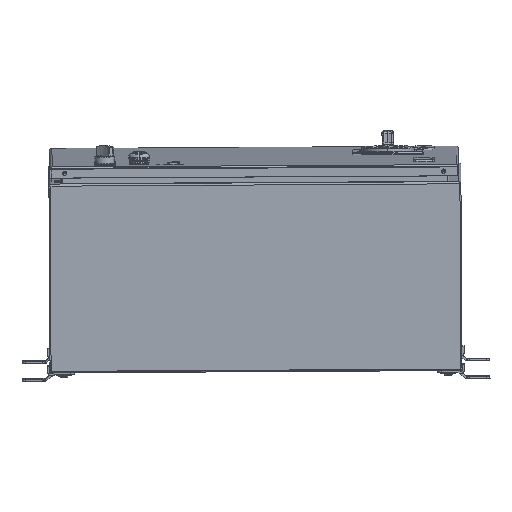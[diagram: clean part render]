
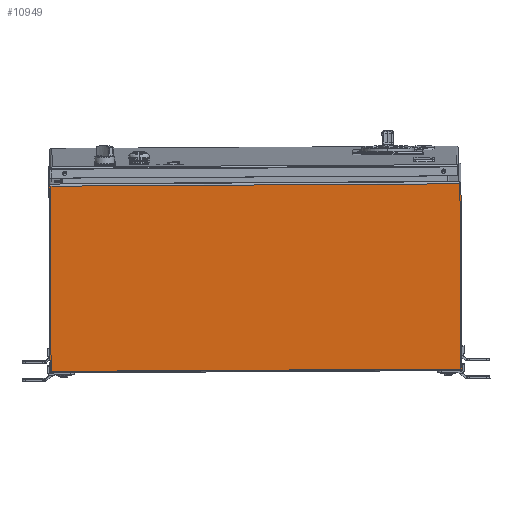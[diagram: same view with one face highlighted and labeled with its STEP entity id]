
A CAD part, front view. The second image highlights one B-rep face of the part: STEP entity #10949.
In plain terms, the highlighted planar face has unit normal (0, -0.999, -0.034).
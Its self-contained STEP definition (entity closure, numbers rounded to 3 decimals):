
#224 = DIRECTION ( 'NONE',  ( -0.006, -0.034, 0.999 ) ) ;
#1401 = DIRECTION ( 'NONE',  ( 0.006, 0.034, -0.999 ) ) ;
#3615 = CARTESIAN_POINT ( 'NONE',  ( -254.014, -725.891, 229.423 ) ) ;
#4087 = FACE_OUTER_BOUND ( 'NONE', #26994, .T. ) ;
#4158 = CARTESIAN_POINT ( 'NONE',  ( 347.536, -716.615, -36.842 ) ) ;
#4855 = VERTEX_POINT ( 'NONE', #45824 ) ;
#6743 = VERTEX_POINT ( 'NONE', #47291 ) ;
#7296 = VERTEX_POINT ( 'NONE', #10276 ) ;
#8233 = EDGE_CURVE ( 'NONE', #4855, #7296, #44598, .T. ) ;
#10017 = ORIENTED_EDGE ( 'NONE', *, *, #8233, .F. ) ;
#10276 = CARTESIAN_POINT ( 'NONE',  ( -254.014, -725.891, 229.423 ) ) ;
#10949 = ADVANCED_FACE ( 'NONE', ( #4087 ), #48229, .F. ) ;
#11640 = DIRECTION ( 'NONE',  ( 0., 0.999, 0.034 ) ) ;
#11958 = EDGE_CURVE ( 'NONE', #6743, #23043, #45490, .T. ) ;
#12317 = VECTOR ( 'NONE', #41595, 1000. ) ;
#13971 = EDGE_CURVE ( 'NONE', #4855, #23043, #25109, .T. ) ;
#14482 = VECTOR ( 'NONE', #224, 1000. ) ;
#17307 = ORIENTED_EDGE ( 'NONE', *, *, #13971, .T. ) ;
#18050 = CARTESIAN_POINT ( 'NONE',  ( -252.454, -716.681, -40.315 ) ) ;
#19912 = CARTESIAN_POINT ( 'NONE',  ( 347.55, -716.536, -39.141 ) ) ;
#22128 = DIRECTION ( 'NONE',  ( -1., 0., -0.006 ) ) ;
#22534 = VECTOR ( 'NONE', #39985, 1000. ) ;
#23043 = VERTEX_POINT ( 'NONE', #4158 ) ;
#25109 = LINE ( 'NONE', #18050, #22534 ) ;
#26279 = CARTESIAN_POINT ( 'NONE',  ( -252.44, -716.603, -42.614 ) ) ;
#26994 = EDGE_LOOP ( 'NONE', ( #35329, #40217, #10017, #17307 ) ) ;
#30082 = AXIS2_PLACEMENT_3D ( 'NONE', #26279, #11640, #1401 ) ;
#35329 = ORIENTED_EDGE ( 'NONE', *, *, #11958, .F. ) ;
#39086 = EDGE_CURVE ( 'NONE', #6743, #7296, #47269, .T. ) ;
#39985 = DIRECTION ( 'NONE',  ( 1., 0., 0.006 ) ) ;
#40217 = ORIENTED_EDGE ( 'NONE', *, *, #39086, .T. ) ;
#41595 = DIRECTION ( 'NONE',  ( 0.006, 0.034, -0.999 ) ) ;
#43874 = CARTESIAN_POINT ( 'NONE',  ( -252.44, -716.603, -42.614 ) ) ;
#44598 = LINE ( 'NONE', #43874, #14482 ) ;
#45490 = LINE ( 'NONE', #19912, #12317 ) ;
#45824 = CARTESIAN_POINT ( 'NONE',  ( -252.454, -716.681, -40.315 ) ) ;
#46012 = VECTOR ( 'NONE', #22128, 1000. ) ;
#47269 = LINE ( 'NONE', #3615, #46012 ) ;
#47291 = CARTESIAN_POINT ( 'NONE',  ( 345.976, -725.824, 232.896 ) ) ;
#48229 = PLANE ( 'NONE',  #30082 ) ;
